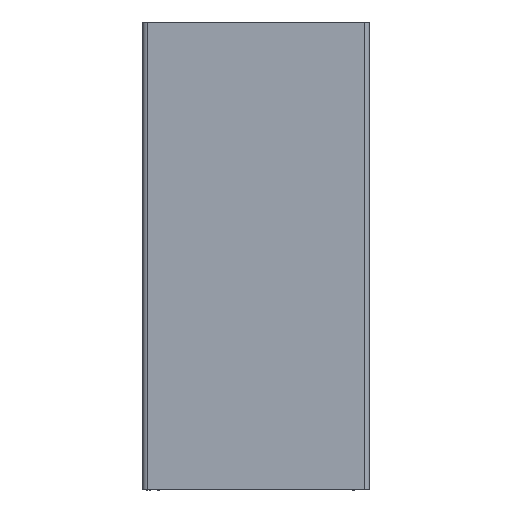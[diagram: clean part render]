
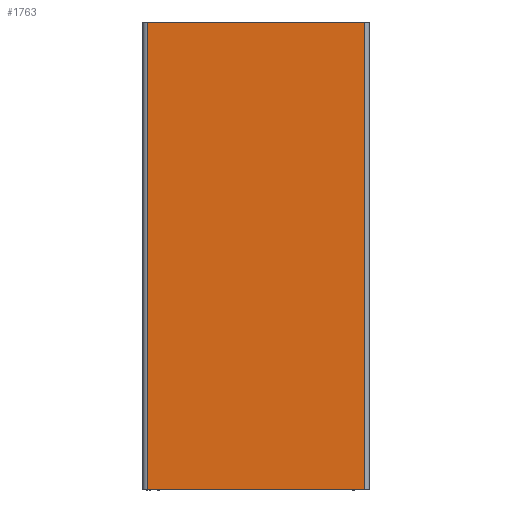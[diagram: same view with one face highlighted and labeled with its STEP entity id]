
A CAD part, front view. The second image highlights one B-rep face of the part: STEP entity #1763.
In plain terms, the highlighted planar face has unit normal (0, -1, 0).
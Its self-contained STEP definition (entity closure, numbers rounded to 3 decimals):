
#297 = CARTESIAN_POINT ( 'NONE',  ( 489.47, 43.988, 350. ) ) ;
#507 = VERTEX_POINT ( 'NONE', #3522 ) ;
#558 = CARTESIAN_POINT ( 'NONE',  ( 489.47, 43.988, 0. ) ) ;
#608 = DIRECTION ( 'NONE',  ( 0., 0., -1. ) ) ;
#713 = LINE ( 'NONE', #763, #1701 ) ;
#717 = EDGE_CURVE ( 'NONE', #3637, #1221, #713, .T. ) ;
#763 = CARTESIAN_POINT ( 'NONE',  ( 651.97, 43.988, 0. ) ) ;
#936 = FACE_OUTER_BOUND ( 'NONE', #3072, .T. ) ;
#957 = DIRECTION ( 'NONE',  ( 0., -1., 0. ) ) ;
#1021 = ORIENTED_EDGE ( 'NONE', *, *, #1950, .T. ) ;
#1099 = ORIENTED_EDGE ( 'NONE', *, *, #2571, .T. ) ;
#1131 = ORIENTED_EDGE ( 'NONE', *, *, #1837, .T. ) ;
#1142 = ORIENTED_EDGE ( 'NONE', *, *, #717, .T. ) ;
#1221 = VERTEX_POINT ( 'NONE', #1969 ) ;
#1244 = PLANE ( 'NONE',  #3822 ) ;
#1648 = VECTOR ( 'NONE', #3635, 1000. ) ;
#1701 = VECTOR ( 'NONE', #3075, 1000. ) ;
#1763 = ADVANCED_FACE ( 'NONE', ( #936 ), #1244, .T. ) ;
#1815 = CARTESIAN_POINT ( 'NONE',  ( 651.97, 43.988, 0. ) ) ;
#1837 = EDGE_CURVE ( 'NONE', #507, #3637, #3811, .T. ) ;
#1950 = EDGE_CURVE ( 'NONE', #1221, #2636, #3612, .T. ) ;
#1969 = CARTESIAN_POINT ( 'NONE',  ( 651.97, 43.988, 350. ) ) ;
#2079 = DIRECTION ( 'NONE',  ( 0., 0., -1. ) ) ;
#2307 = CARTESIAN_POINT ( 'NONE',  ( 570.72, 43.988, 0. ) ) ;
#2571 = EDGE_CURVE ( 'NONE', #2636, #507, #2723, .T. ) ;
#2636 = VERTEX_POINT ( 'NONE', #297 ) ;
#2709 = VECTOR ( 'NONE', #608, 1000. ) ;
#2723 = LINE ( 'NONE', #558, #2709 ) ;
#3072 = EDGE_LOOP ( 'NONE', ( #1021, #1099, #1131, #1142 ) ) ;
#3075 = DIRECTION ( 'NONE',  ( 0., 0., 1. ) ) ;
#3260 = CARTESIAN_POINT ( 'NONE',  ( 570.72, 43.988, 350. ) ) ;
#3341 = VECTOR ( 'NONE', #3975, 1000. ) ;
#3404 = CARTESIAN_POINT ( 'NONE',  ( 570.72, 43.988, 0. ) ) ;
#3522 = CARTESIAN_POINT ( 'NONE',  ( 489.47, 43.988, 0. ) ) ;
#3612 = LINE ( 'NONE', #3260, #1648 ) ;
#3635 = DIRECTION ( 'NONE',  ( -1., 0., 0. ) ) ;
#3637 = VERTEX_POINT ( 'NONE', #1815 ) ;
#3811 = LINE ( 'NONE', #2307, #3341 ) ;
#3822 = AXIS2_PLACEMENT_3D ( 'NONE', #3404, #957, #2079 ) ;
#3975 = DIRECTION ( 'NONE',  ( 1., 0., 0. ) ) ;
